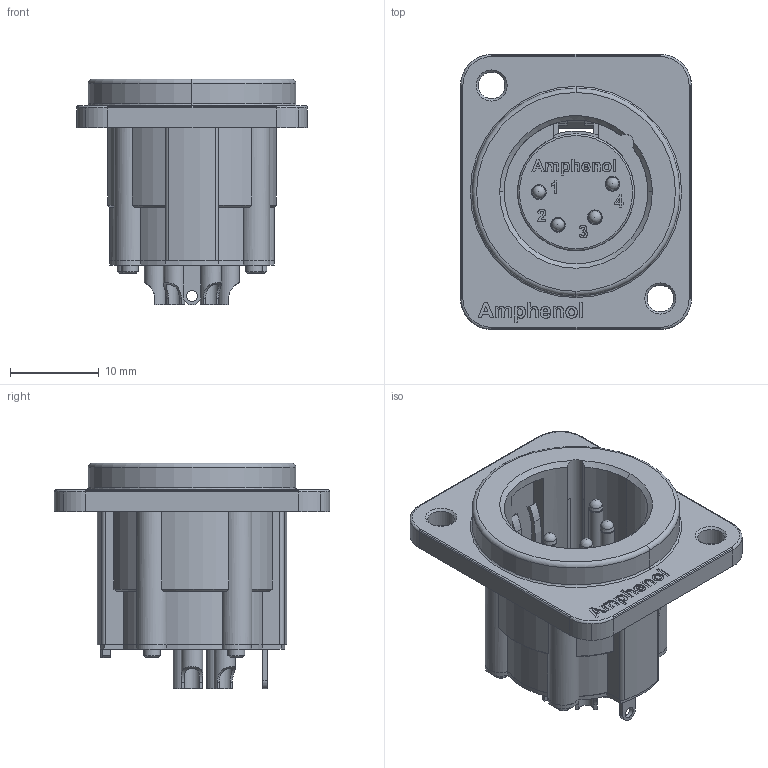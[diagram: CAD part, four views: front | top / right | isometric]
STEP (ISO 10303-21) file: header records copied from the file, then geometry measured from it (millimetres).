
FILE_DESCRIPTION(/* description */ (''),/* implementation_level */ '2;1');
FILE_NAME(/* name */ 'AX4MD-M3.stp',/* time_stamp */ '2020-03-24T12:35:17+11:00',/* author */ ('minh'),/* organization */ (''),/* preprocessor_version */ 'ST-DEVELOPER v16.1',/* originating_system */ 'Autodesk Inventor 2016',/* authorisation */ '');
FILE_SCHEMA (('AUTOMOTIVE_DESIGN { 1 0 10303 214 3 1 1 }'));
Length unit declared in the file: inch
Products named in the file (1): AX4MD-M3_Shrinkwrap_1
Bounding box: 26 x 31 x 25.45 mm (x, y, z)
Surface area: 5314.9 mm2 (no closed solid volume)
Topology: 0 solids, 51 shells, 290 faces, 1451 edges, 1179 vertices
Faces by surface type: plane 126, cylinder 107, cone 23, bspline 15, torus 11, sphere 8
Full cylindrical faces by diameter (mm): 1 x4, 1.25 x1, 1.59 x4, 1.72 x4, 1.9 x4, 2 x2, 2.4 x4, 2.5 x1, 3 x2
Entity records: 16111 total; most frequent: CARTESIAN_POINT 5375, ORIENTED_EDGE 1941, DIRECTION 1864, EDGE_CURVE 1375, VERTEX_POINT 1156, LINE 670, VECTOR 670, AXIS2_PLACEMENT_3D 597
